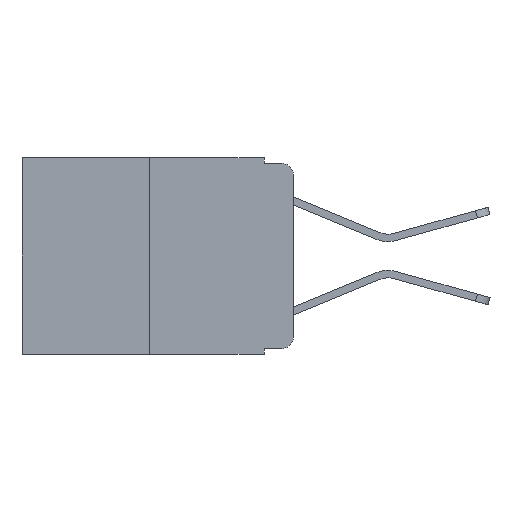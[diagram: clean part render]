
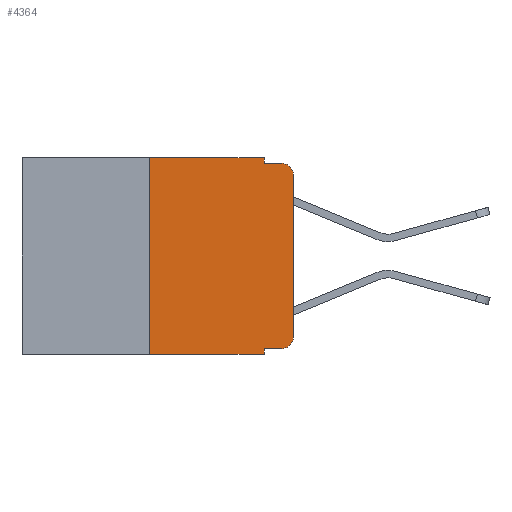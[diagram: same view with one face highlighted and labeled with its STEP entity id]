
A CAD part, left-side view. The second image highlights one B-rep face of the part: STEP entity #4364.
In plain terms, the highlighted planar face has unit normal (-1, 0, 0).
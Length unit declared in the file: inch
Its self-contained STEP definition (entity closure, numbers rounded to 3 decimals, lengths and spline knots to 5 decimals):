
#78 = EDGE_CURVE ( 'NONE', #13311, #16836, #750, .T. ) ;
#175 = VERTEX_POINT ( 'NONE', #15137 ) ;
#185 = VECTOR ( 'NONE', #18120, 39.37008 ) ;
#333 = VECTOR ( 'NONE', #1896, 39.37008 ) ;
#532 = VERTEX_POINT ( 'NONE', #9458 ) ;
#547 = CARTESIAN_POINT ( 'NONE',  ( 0., 0.25, 0. ) ) ;
#557 = VECTOR ( 'NONE', #15394, 39.37008 ) ;
#749 = VECTOR ( 'NONE', #2977, 39.37008 ) ;
#750 = CIRCLE ( 'NONE', #6414, 0.02 ) ;
#1431 = CARTESIAN_POINT ( 'NONE',  ( 0., 0.051, -0.333 ) ) ;
#1677 = DIRECTION ( 'NONE',  ( 0., 0., -1. ) ) ;
#1896 = DIRECTION ( 'NONE',  ( 0., 0., 1. ) ) ;
#2383 = LINE ( 'NONE', #17830, #17910 ) ;
#2500 = CARTESIAN_POINT ( 'NONE',  ( 0., 0.051, -0.01 ) ) ;
#2766 = ORIENTED_EDGE ( 'NONE', *, *, #14978, .T. ) ;
#2954 = DIRECTION ( 'NONE',  ( -1., 0., 0. ) ) ;
#2977 = DIRECTION ( 'NONE',  ( 0., 0., -1. ) ) ;
#3077 = VERTEX_POINT ( 'NONE', #18878 ) ;
#3199 = ORIENTED_EDGE ( 'NONE', *, *, #9548, .F. ) ;
#3920 = EDGE_CURVE ( 'NONE', #17695, #13497, #4144, .T. ) ;
#3996 = ORIENTED_EDGE ( 'NONE', *, *, #78, .T. ) ;
#4144 = LINE ( 'NONE', #4619, #6709 ) ;
#4156 = CARTESIAN_POINT ( 'NONE',  ( 0., 0., -0.313 ) ) ;
#4159 = DIRECTION ( 'NONE',  ( 0., -1., 0. ) ) ;
#4364 = ADVANCED_FACE ( 'NONE', ( #7414 ), #16524, .F. ) ;
#4619 = CARTESIAN_POINT ( 'NONE',  ( 0., 0.051, 0. ) ) ;
#4727 = DIRECTION ( 'NONE',  ( 0., 0., -1. ) ) ;
#4743 = LINE ( 'NONE', #9064, #749 ) ;
#4854 = ORIENTED_EDGE ( 'NONE', *, *, #17040, .F. ) ;
#5244 = EDGE_CURVE ( 'NONE', #14376, #9050, #17314, .T. ) ;
#5290 = VECTOR ( 'NONE', #4159, 39.37008 ) ;
#6414 = AXIS2_PLACEMENT_3D ( 'NONE', #8353, #9984, #13424 ) ;
#6709 = VECTOR ( 'NONE', #1677, 39.37008 ) ;
#7241 = CARTESIAN_POINT ( 'NONE',  ( 0., 0.051, -0.01 ) ) ;
#7414 = FACE_OUTER_BOUND ( 'NONE', #17685, .T. ) ;
#7788 = DIRECTION ( 'NONE',  ( 0., 0., 1. ) ) ;
#7793 = CARTESIAN_POINT ( 'NONE',  ( 0., 0.473, -0.343 ) ) ;
#7821 = VERTEX_POINT ( 'NONE', #13491 ) ;
#8034 = ORIENTED_EDGE ( 'NONE', *, *, #3920, .F. ) ;
#8170 = LINE ( 'NONE', #1431, #185 ) ;
#8353 = CARTESIAN_POINT ( 'NONE',  ( 0., 0.02, -0.313 ) ) ;
#9050 = VERTEX_POINT ( 'NONE', #14465 ) ;
#9064 = CARTESIAN_POINT ( 'NONE',  ( 0., 0.051, 0. ) ) ;
#9433 = AXIS2_PLACEMENT_3D ( 'NONE', #12008, #2954, #14862 ) ;
#9458 = CARTESIAN_POINT ( 'NONE',  ( 0., 0.051, -0.333 ) ) ;
#9548 = EDGE_CURVE ( 'NONE', #532, #175, #4743, .T. ) ;
#9936 = EDGE_CURVE ( 'NONE', #3077, #7821, #18993, .T. ) ;
#9984 = DIRECTION ( 'NONE',  ( -1., 0., 0. ) ) ;
#10082 = ORIENTED_EDGE ( 'NONE', *, *, #9936, .T. ) ;
#10389 = EDGE_CURVE ( 'NONE', #13497, #7821, #10693, .T. ) ;
#10693 = LINE ( 'NONE', #7241, #5290 ) ;
#10846 = ORIENTED_EDGE ( 'NONE', *, *, #10389, .F. ) ;
#11512 = ORIENTED_EDGE ( 'NONE', *, *, #12325, .T. ) ;
#11872 = CARTESIAN_POINT ( 'NONE',  ( 0., 0.051, 0. ) ) ;
#11896 = CARTESIAN_POINT ( 'NONE',  ( 0., 0., 0. ) ) ;
#12008 = CARTESIAN_POINT ( 'NONE',  ( 0., 0.02, -0.03 ) ) ;
#12088 = CARTESIAN_POINT ( 'NONE',  ( 0., 0.473, 0. ) ) ;
#12325 = EDGE_CURVE ( 'NONE', #532, #13311, #8170, .T. ) ;
#13017 = ORIENTED_EDGE ( 'NONE', *, *, #17130, .T. ) ;
#13311 = VERTEX_POINT ( 'NONE', #18600 ) ;
#13424 = DIRECTION ( 'NONE',  ( 0., 0., -1. ) ) ;
#13491 = CARTESIAN_POINT ( 'NONE',  ( 0., 0.02, -0.01 ) ) ;
#13497 = VERTEX_POINT ( 'NONE', #2500 ) ;
#14376 = VERTEX_POINT ( 'NONE', #17112 ) ;
#14465 = CARTESIAN_POINT ( 'NONE',  ( 0., 0.25, 0. ) ) ;
#14862 = DIRECTION ( 'NONE',  ( 0., 0., -1. ) ) ;
#14978 = EDGE_CURVE ( 'NONE', #14376, #175, #15178, .T. ) ;
#15137 = CARTESIAN_POINT ( 'NONE',  ( 0., 0.051, -0.343 ) ) ;
#15143 = DIRECTION ( 'NONE',  ( 1., 0., 0. ) ) ;
#15178 = LINE ( 'NONE', #7793, #557 ) ;
#15394 = DIRECTION ( 'NONE',  ( 0., -1., 0. ) ) ;
#16393 = DIRECTION ( 'NONE',  ( 0., -1., 0. ) ) ;
#16524 = PLANE ( 'NONE',  #16842 ) ;
#16836 = VERTEX_POINT ( 'NONE', #4156 ) ;
#16842 = AXIS2_PLACEMENT_3D ( 'NONE', #12088, #15143, #4727 ) ;
#17040 = EDGE_CURVE ( 'NONE', #9050, #17695, #2383, .T. ) ;
#17112 = CARTESIAN_POINT ( 'NONE',  ( 0., 0.25, -0.343 ) ) ;
#17130 = EDGE_CURVE ( 'NONE', #16836, #3077, #17452, .T. ) ;
#17314 = LINE ( 'NONE', #547, #333 ) ;
#17452 = LINE ( 'NONE', #11896, #19089 ) ;
#17685 = EDGE_LOOP ( 'NONE', ( #13017, #10082, #10846, #8034, #4854, #18377, #2766, #3199, #11512, #3996 ) ) ;
#17695 = VERTEX_POINT ( 'NONE', #11872 ) ;
#17830 = CARTESIAN_POINT ( 'NONE',  ( 0., 0.473, 0. ) ) ;
#17910 = VECTOR ( 'NONE', #16393, 39.37008 ) ;
#18120 = DIRECTION ( 'NONE',  ( 0., -1., 0. ) ) ;
#18377 = ORIENTED_EDGE ( 'NONE', *, *, #5244, .F. ) ;
#18600 = CARTESIAN_POINT ( 'NONE',  ( 0., 0.02, -0.333 ) ) ;
#18878 = CARTESIAN_POINT ( 'NONE',  ( 0., 0., -0.03 ) ) ;
#18993 = CIRCLE ( 'NONE', #9433, 0.02 ) ;
#19089 = VECTOR ( 'NONE', #7788, 39.37008 ) ;
